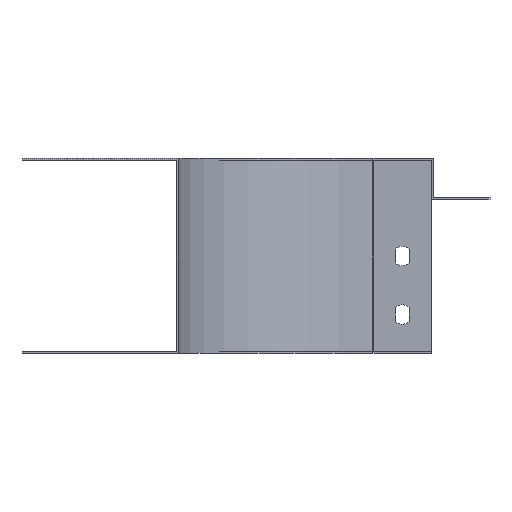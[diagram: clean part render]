
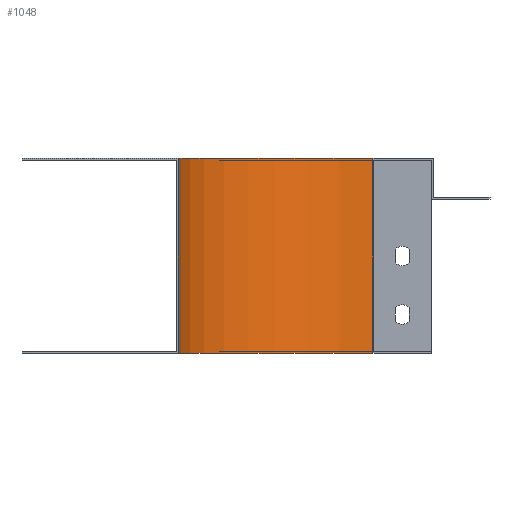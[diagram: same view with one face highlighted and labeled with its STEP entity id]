
A CAD part, left-side view. The second image highlights one B-rep face of the part: STEP entity #1048.
In plain terms, the highlighted cylindrical face has radius 100 mm (diameter 200 mm), a partial arc.
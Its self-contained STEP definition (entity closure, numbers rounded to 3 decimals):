
#362 = AXIS2_PLACEMENT_3D ( 'NONE', #2388, #2389, #2390 ) ;
#363 = AXIS2_PLACEMENT_3D ( 'NONE', #2384, #2385, #2386 ) ;
#454 = AXIS2_PLACEMENT_3D ( 'NONE', #2330, #2332, #2340 ) ;
#701 = ORIENTED_EDGE ( 'NONE', *, *, #1737, .F. ) ;
#702 = ORIENTED_EDGE ( 'NONE', *, *, #1736, .F. ) ;
#703 = ORIENTED_EDGE ( 'NONE', *, *, #1735, .T. ) ;
#704 = ORIENTED_EDGE ( 'NONE', *, *, #1689, .T. ) ;
#913 = FACE_OUTER_BOUND ( 'NONE', #1162, .T. ) ;
#917 = CYLINDRICAL_SURFACE ( 'NONE', #454, 100. ) ;
#1001 = CARTESIAN_POINT ( 'NONE',  ( -100., 130., 1. ) ) ;
#1008 = CARTESIAN_POINT ( 'NONE',  ( -100., 130., -99. ) ) ;
#1048 = ADVANCED_FACE ( 'NONE', ( #913 ), #917, .F. ) ;
#1162 = EDGE_LOOP ( 'NONE', ( #704, #703, #702, #701 ) ) ;
#1289 = CARTESIAN_POINT ( 'NONE',  ( -100., 130., 1. ) ) ;
#1290 = DIRECTION ( 'NONE',  ( 0., 0., -1. ) ) ;
#1307 = VERTEX_POINT ( 'NONE', #2701 ) ;
#1309 = VERTEX_POINT ( 'NONE', #2697 ) ;
#1348 = VERTEX_POINT ( 'NONE', #1008 ) ;
#1351 = VERTEX_POINT ( 'NONE', #1001 ) ;
#1535 = LINE ( 'NONE', #1289, #1539 ) ;
#1539 = VECTOR ( 'NONE', #1290, 1000. ) ;
#1616 = CIRCLE ( 'NONE', #363, 100. ) ;
#1618 = LINE ( 'NONE', #2369, #1620 ) ;
#1619 = CIRCLE ( 'NONE', #362, 100. ) ;
#1620 = VECTOR ( 'NONE', #2370, 1000. ) ;
#1689 = EDGE_CURVE ( 'NONE', #1351, #1348, #1535, .T. ) ;
#1735 = EDGE_CURVE ( 'NONE', #1348, #1309, #1616, .T. ) ;
#1736 = EDGE_CURVE ( 'NONE', #1307, #1309, #1618, .T. ) ;
#1737 = EDGE_CURVE ( 'NONE', #1351, #1307, #1619, .T. ) ;
#2330 = CARTESIAN_POINT ( 'NONE',  ( -100., 30., 1. ) ) ;
#2332 = DIRECTION ( 'NONE',  ( 0., 0., -1. ) ) ;
#2340 = DIRECTION ( 'NONE',  ( -1., 0., 0. ) ) ;
#2369 = CARTESIAN_POINT ( 'NONE',  ( 0., 30., 1. ) ) ;
#2370 = DIRECTION ( 'NONE',  ( 0., 0., -1. ) ) ;
#2384 = CARTESIAN_POINT ( 'NONE',  ( -100., 30., -99. ) ) ;
#2385 = DIRECTION ( 'NONE',  ( 0., 0., -1. ) ) ;
#2386 = DIRECTION ( 'NONE',  ( -1., 0., 0. ) ) ;
#2388 = CARTESIAN_POINT ( 'NONE',  ( -100., 30., 1. ) ) ;
#2389 = DIRECTION ( 'NONE',  ( 0., 0., -1. ) ) ;
#2390 = DIRECTION ( 'NONE',  ( -1., 0., 0. ) ) ;
#2697 = CARTESIAN_POINT ( 'NONE',  ( 0., 30., -99. ) ) ;
#2701 = CARTESIAN_POINT ( 'NONE',  ( 0., 30., 1. ) ) ;
